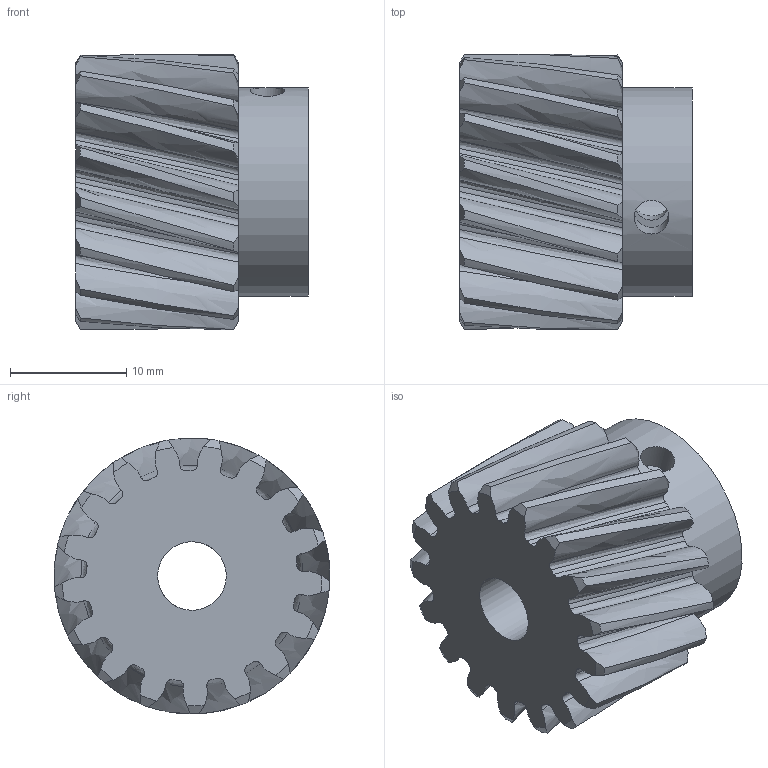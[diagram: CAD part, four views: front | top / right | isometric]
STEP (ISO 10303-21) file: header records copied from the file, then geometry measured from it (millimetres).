
FILE_DESCRIPTION(/* description */ ('STEP AP242','CAx-IF Rec.Pracs.---Representation and Presentation of Product Manufacturing Information (PMI)---4.0---2014-10-13','CAx-IF Rec.Pracs.---3D Tessellated Geometry---0.4---2014-09-14','2;1'),/* implementation_level */ '2;1');
FILE_NAME(/* name */ 'Ref_Model - Spur gear (17 teeth)',/* time_stamp */ '2025-08-11T20:51:06Z',/* author */ (''),/* organization */ (''),/* preprocessor_version */ 'ST-DEVELOPER v20',/* originating_system */ 'ONSHAPE BY PTC INC, 1.202',/* authorisation */ ' ');
FILE_SCHEMA (('AP242_MANAGED_MODEL_BASED_3D_ENGINEERING_MIM_LF { 1 0 10303 442 1 1 4 }'));
Length unit declared in the file: metre
Products named in the file (1): Spur gear (17 teeth)
Bounding box: 20 x 23.75 x 23.75 mm (x, y, z)
Volume: 5490.5 mm3; surface area: 3499.8 mm2
Topology: 1 solids, 1 shells, 155 faces, 460 edges, 308 vertices
Faces by surface type: bspline 68, cylinder 40, cone 34, plane 13
Full cylindrical faces by diameter (mm): 3 x4, 5.9 x1, 18 x1
Entity records: 13250 total; most frequent: CARTESIAN_POINT 9916, ORIENTED_EDGE 888, DIRECTION 488, EDGE_CURVE 444, VERTEX_POINT 300, AXIS2_PLACEMENT_3D 232, B_SPLINE_CURVE_WITH_KNOTS 174, EDGE_LOOP 174
